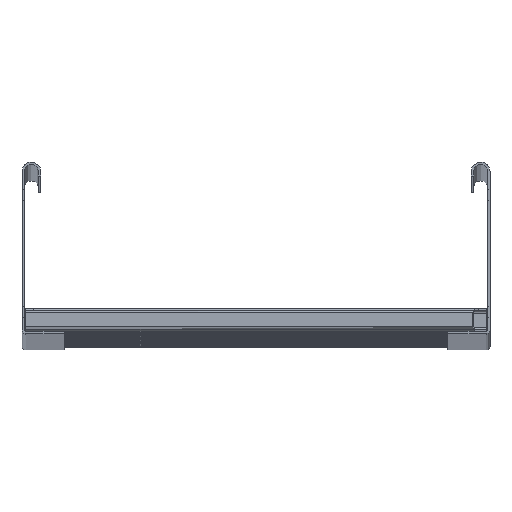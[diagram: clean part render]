
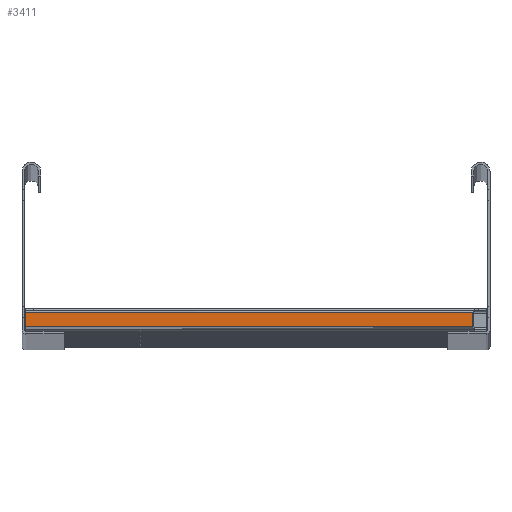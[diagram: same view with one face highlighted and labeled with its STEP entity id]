
A CAD part, top view. The second image highlights one B-rep face of the part: STEP entity #3411.
In plain terms, the highlighted face is planar.
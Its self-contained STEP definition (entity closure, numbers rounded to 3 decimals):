
#2856=DIRECTION('',(0.,0.,-1.));
#2857=VECTOR('',#2856,286.34);
#2858=CARTESIAN_POINT('',(0.,3.,286.34));
#2859=LINE('',#2858,#2857);
#2936=DIRECTION('',(0.,1.,0.));
#2937=VECTOR('',#2936,9.);
#2938=CARTESIAN_POINT('',(0.,3.,286.34));
#2939=LINE('',#2938,#2937);
#2940=DIRECTION('',(0.,-1.,0.));
#2941=VECTOR('',#2940,9.);
#2942=CARTESIAN_POINT('',(0.,12.,0.));
#2943=LINE('',#2942,#2941);
#2944=DIRECTION('',(0.,0.,1.));
#2945=VECTOR('',#2944,286.34);
#2946=CARTESIAN_POINT('',(0.,12.,0.));
#2947=LINE('',#2946,#2945);
#2982=CARTESIAN_POINT('',(0.,12.,0.));
#2983=VERTEX_POINT('',#2982);
#2984=CARTESIAN_POINT('',(0.,3.,0.));
#2985=VERTEX_POINT('',#2984);
#3019=CARTESIAN_POINT('',(0.,3.,286.34));
#3020=CARTESIAN_POINT('',(0.,12.,286.34));
#3021=VERTEX_POINT('',#3019);
#3022=VERTEX_POINT('',#3020);
#3399=CARTESIAN_POINT('',(0.,0.,-300.));
#3400=DIRECTION('',(-1.,0.,0.));
#3401=DIRECTION('',(0.,1.,0.));
#3402=AXIS2_PLACEMENT_3D('',#3399,#3400,#3401);
#3403=PLANE('',#3402);
#3405=ORIENTED_EDGE('',*,*,#3404,.T.);
#3406=ORIENTED_EDGE('',*,*,#3323,.F.);
#3407=ORIENTED_EDGE('',*,*,#3308,.T.);
#3408=ORIENTED_EDGE('',*,*,#3073,.F.);
#3409=EDGE_LOOP('',(#3405,#3406,#3407,#3408));
#3410=FACE_OUTER_BOUND('',#3409,.F.);
#3411=ADVANCED_FACE('',(#3410),#3403,.T.);
#3073=EDGE_CURVE('',#2983,#2985,#2943,.T.);
#3308=EDGE_CURVE('',#3021,#2985,#2859,.T.);
#3323=EDGE_CURVE('',#3021,#3022,#2939,.T.);
#3404=EDGE_CURVE('',#2983,#3022,#2947,.T.);
